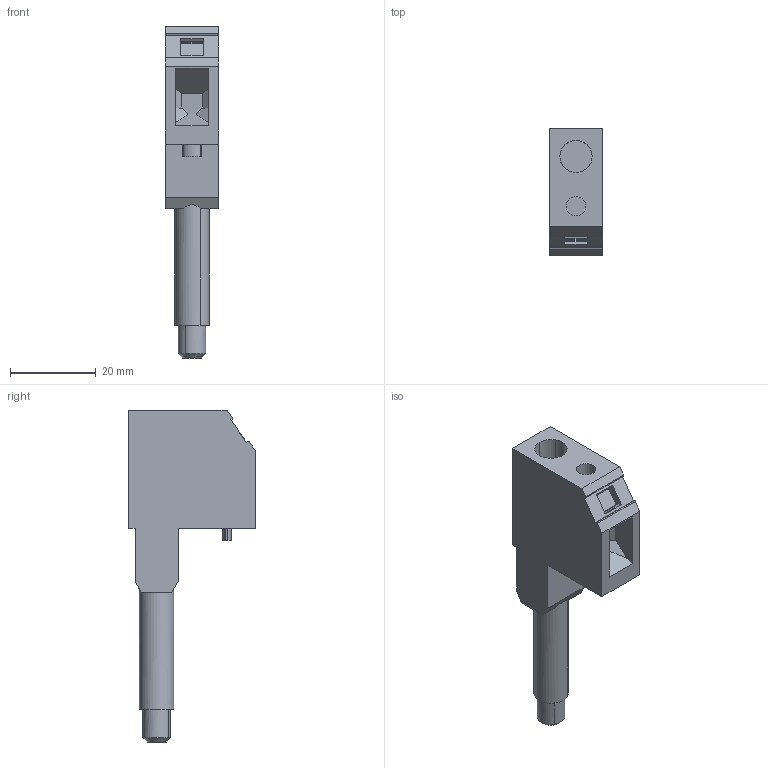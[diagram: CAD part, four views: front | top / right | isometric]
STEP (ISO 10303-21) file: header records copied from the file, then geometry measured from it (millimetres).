
FILE_DESCRIPTION(('CATIA V5R20 STEP214'),'2;1');
FILE_NAME ('5989495_4', '2014-10-13T09:23:38+00:00', ('Weidmueller Interface'), ('Weidmueller'), 'CATIA Version 5 Release 20 SP 5 (IN-10)', 'CATIA V5 STEP AP214', 'none');
FILE_SCHEMA(('AUTOMOTIVE_DESIGN { 1 0 10303 214 1 1 1 1 }'));
Length unit declared in the file: millimetre
Products named in the file (1): 1859580000_WZAD_95N-120N
Bounding box: 12.5 x 29.5 x 77.3 mm (x, y, z)
Volume: 12172.9 mm3; surface area: 4908.4 mm2
Topology: 1 solids, 1 shells, 73 faces, 197 edges, 132 vertices
Faces by surface type: plane 51, cylinder 20, cone 2
Entity records: 2263 total; most frequent: CARTESIAN_POINT 440, ORIENTED_EDGE 394, DIRECTION 321, EDGE_CURVE 197, VECTOR 141, LINE 141, VERTEX_POINT 132, AXIS2_PLACEMENT_3D 116
